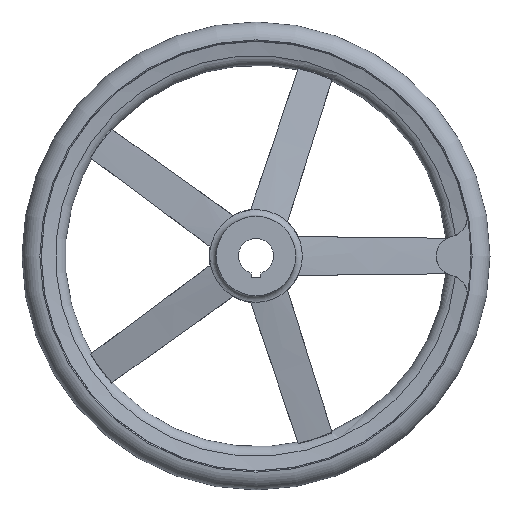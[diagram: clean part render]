
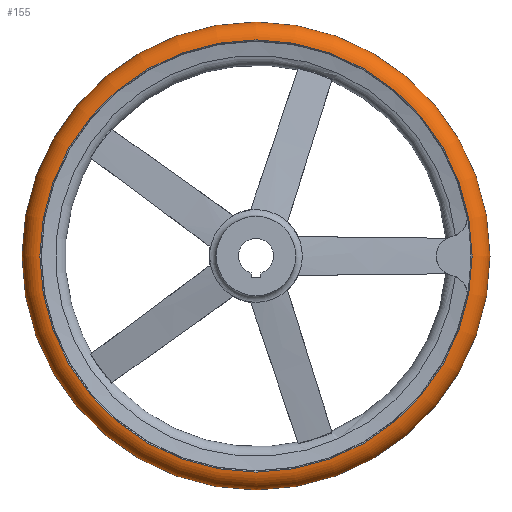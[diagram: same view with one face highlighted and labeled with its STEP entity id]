
A CAD part, front view. The second image highlights one B-rep face of the part: STEP entity #155.
In plain terms, the highlighted toroidal (fillet/blend) face has major radius 184 mm and minor radius 16 mm.
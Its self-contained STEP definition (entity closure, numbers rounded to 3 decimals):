
#155 = ADVANCED_FACE( '', ( #332, #333, #334 ), #335, .T. );
#332 = FACE_BOUND( '', #524, .T. );
#333 = FACE_OUTER_BOUND( '', #525, .T. );
#334 = FACE_OUTER_BOUND( '', #526, .T. );
#335 = TOROIDAL_SURFACE( '', #527, 184., 16. );
#524 = VERTEX_LOOP( '', #952 );
#525 = EDGE_LOOP( '', ( #953 ) );
#526 = EDGE_LOOP( '', ( #954 ) );
#527 = AXIS2_PLACEMENT_3D( '', #955, #956, #957 );
#952 = VERTEX_POINT( '', #1278 );
#953 = ORIENTED_EDGE( '', *, *, #1279, .T. );
#954 = ORIENTED_EDGE( '', *, *, #1280, .F. );
#955 = CARTESIAN_POINT( '', ( 0., 47., 0. ) );
#956 = DIRECTION( '', ( 0., -1., 0. ) );
#957 = DIRECTION( '', ( 0., 0., -1. ) );
#1278 = CARTESIAN_POINT( '', ( 0., 47., -200. ) );
#1279 = EDGE_CURVE( '', #1581, #1581, #1582, .T. );
#1280 = EDGE_CURVE( '', #1583, #1583, #1584, .T. );
#1581 = VERTEX_POINT( '', #2522 );
#1582 = CIRCLE( '', #2523, 184.667 );
#1583 = VERTEX_POINT( '', #2524 );
#1584 = CIRCLE( '', #2525, 184.667 );
#2522 = CARTESIAN_POINT( '', ( 0., 62.986, -184.667 ) );
#2523 = AXIS2_PLACEMENT_3D( '', #2782, #2783, #2784 );
#2524 = CARTESIAN_POINT( '', ( 0., 31.014, -184.667 ) );
#2525 = AXIS2_PLACEMENT_3D( '', #2785, #2786, #2787 );
#2782 = CARTESIAN_POINT( '', ( 0., 62.986, 0. ) );
#2783 = DIRECTION( '', ( 0., -1., 0. ) );
#2784 = DIRECTION( '', ( 0., 0., -1. ) );
#2785 = CARTESIAN_POINT( '', ( 0., 31.014, 0. ) );
#2786 = DIRECTION( '', ( 0., -1., 0. ) );
#2787 = DIRECTION( '', ( 0., 0., -1. ) );
